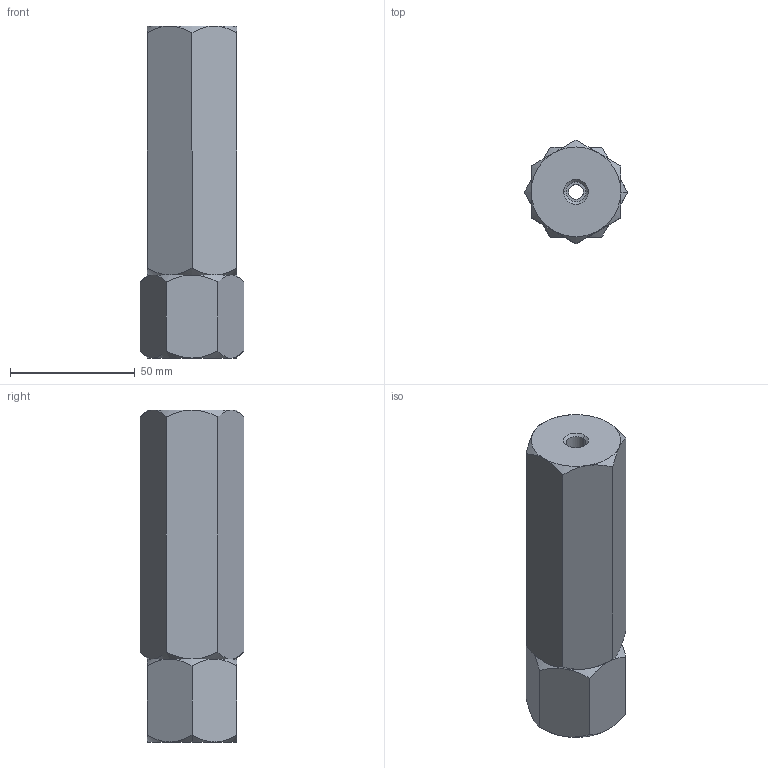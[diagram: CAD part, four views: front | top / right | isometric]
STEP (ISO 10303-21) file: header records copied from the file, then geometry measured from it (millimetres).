
FILE_DESCRIPTION (( 'STEP AP203' ), '1' );
FILE_NAME ('78b0.STEP', '2023-07-12T19:26:38', ( '' ), ( '' ), 'SwSTEP 2.0', 'SolidWorks 2019', '' );
FILE_SCHEMA (( 'CONFIG_CONTROL_DESIGN' ));
Length unit declared in the file: millimetre
Products named in the file (1): 78b0
Bounding box: 41.57 x 41.57 x 133.33 mm (x, y, z)
Volume: 142568.2 mm3; surface area: 23929.2 mm2
Topology: 2 solids, 2 shells, 59 faces, 133 edges, 78 vertices
Faces by surface type: cone 32, plane 19, cylinder 8
Entity records: 2052 total; most frequent: CARTESIAN_POINT 719, ORIENTED_EDGE 266, DIRECTION 251, EDGE_CURVE 133, AXIS2_PLACEMENT_3D 110, VERTEX_POINT 78, EDGE_LOOP 65, FACE_OUTER_BOUND 59
